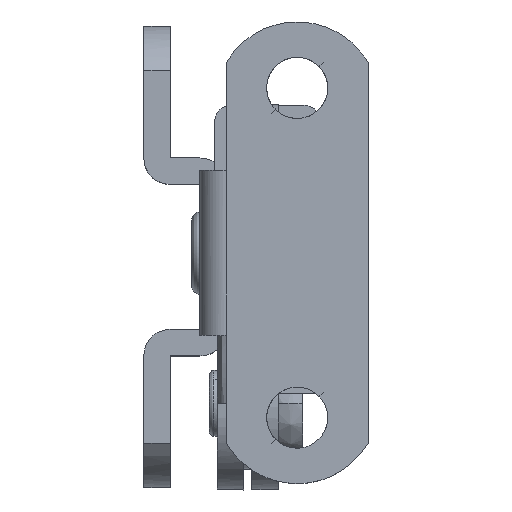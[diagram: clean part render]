
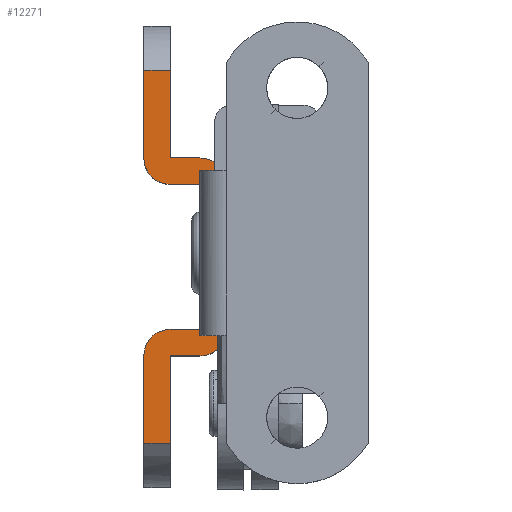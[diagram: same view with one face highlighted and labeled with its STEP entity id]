
A CAD part, top view. The second image highlights one B-rep face of the part: STEP entity #12271.
In plain terms, the highlighted free-form (B-spline) face has degree [1, 1] with [2, 2] control points.
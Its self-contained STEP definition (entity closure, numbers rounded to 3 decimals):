
#11252=CARTESIAN_POINT('',(-7.1,2.317,-62.));
#11253=VERTEX_POINT('',#11252);
#11254=CARTESIAN_POINT('',(-7.1,-3.,-62.));
#11255=VERTEX_POINT('',#11254);
#11256=CARTESIAN_POINT('',(-7.1,2.317,-62.));
#11257=CARTESIAN_POINT('',(-7.1,-3.,-62.));
#11258=QUASI_UNIFORM_CURVE('',1,(#11256,#11257),.UNSPECIFIED.,.F.,.U.);
#11259=EDGE_CURVE('',#11253,#11255,#11258,.T.);
#11520=CARTESIAN_POINT('',(-5.5,-4.6,-62.));
#11521=VERTEX_POINT('',#11520);
#11527=CARTESIAN_POINT('',(-5.5,-4.6,-62.));
#11528=CARTESIAN_POINT('',(-5.736,-4.6,-62.));
#11529=CARTESIAN_POINT('',(-6.18,-4.5,-62.));
#11530=CARTESIAN_POINT('',(-6.673,-4.134,-62.));
#11531=CARTESIAN_POINT('',(-7.012,-3.628,-62.));
#11532=CARTESIAN_POINT('',(-7.1,-3.236,-62.));
#11533=CARTESIAN_POINT('',(-7.1,-3.,-62.));
#11534=B_SPLINE_CURVE_WITH_KNOTS('',3,(#11527,#11528,#11529,#11530,#11531,#11532,#11533),.UNSPECIFIED.,.F.,.U.,(4,1,1,1,4),(0.,0.707,1.335,1.807,2.514),.UNSPECIFIED.);
#11535=EDGE_CURVE('',#11521,#11255,#11534,.T.);
#11555=CARTESIAN_POINT('',(-3.7,-3.,-62.));
#11556=VERTEX_POINT('',#11555);
#11557=CARTESIAN_POINT('',(-2.1,-4.6,-62.));
#11558=VERTEX_POINT('',#11557);
#11559=CARTESIAN_POINT('',(-3.7,-3.,-62.));
#11560=CARTESIAN_POINT('',(-3.491,-3.,-62.));
#11561=CARTESIAN_POINT('',(-3.046,-3.089,-62.));
#11562=CARTESIAN_POINT('',(-2.541,-3.444,-62.));
#11563=CARTESIAN_POINT('',(-2.188,-3.972,-62.));
#11564=CARTESIAN_POINT('',(-2.1,-4.364,-62.));
#11565=CARTESIAN_POINT('',(-2.1,-4.6,-62.));
#11566=B_SPLINE_CURVE_WITH_KNOTS('',3,(#11559,#11560,#11561,#11562,#11563,#11564,#11565),.UNSPECIFIED.,.F.,.U.,(4,1,1,1,4),(0.,0.628,1.335,1.807,2.514),.UNSPECIFIED.);
#11567=EDGE_CURVE('',#11556,#11558,#11566,.T.);
#11597=CARTESIAN_POINT('',(-7.1,-15.,-62.));
#11598=VERTEX_POINT('',#11597);
#11599=CARTESIAN_POINT('',(-5.5,-13.4,-62.));
#11600=VERTEX_POINT('',#11599);
#11601=CARTESIAN_POINT('',(-7.1,-15.,-62.));
#11602=CARTESIAN_POINT('',(-7.101,-14.712,-62.));
#11603=CARTESIAN_POINT('',(-6.962,-14.215,-62.));
#11604=CARTESIAN_POINT('',(-6.532,-13.741,-62.));
#11605=CARTESIAN_POINT('',(-6.05,-13.468,-62.));
#11606=CARTESIAN_POINT('',(-5.709,-13.4,-62.));
#11607=CARTESIAN_POINT('',(-5.5,-13.4,-62.));
#11608=B_SPLINE_CURVE_WITH_KNOTS('',3,(#11601,#11602,#11603,#11604,#11605,#11606,#11607),.UNSPECIFIED.,.F.,.U.,(4,1,1,1,4),(0.,0.864,1.492,1.885,2.514),.UNSPECIFIED.);
#11609=EDGE_CURVE('',#11598,#11600,#11608,.T.);
#11652=CARTESIAN_POINT('',(-2.1,-13.4,-62.));
#11653=VERTEX_POINT('',#11652);
#11654=CARTESIAN_POINT('',(-3.7,-15.,-62.));
#11655=VERTEX_POINT('',#11654);
#11656=CARTESIAN_POINT('',(-2.1,-13.4,-62.));
#11657=CARTESIAN_POINT('',(-2.1,-13.609,-62.));
#11658=CARTESIAN_POINT('',(-2.189,-14.054,-62.));
#11659=CARTESIAN_POINT('',(-2.559,-14.581,-62.));
#11660=CARTESIAN_POINT('',(-3.098,-14.922,-62.));
#11661=CARTESIAN_POINT('',(-3.491,-15.,-62.));
#11662=CARTESIAN_POINT('',(-3.7,-15.,-62.));
#11663=B_SPLINE_CURVE_WITH_KNOTS('',3,(#11656,#11657,#11658,#11659,#11660,#11661,#11662),.UNSPECIFIED.,.F.,.U.,(4,1,1,1,4),(0.,0.628,1.335,1.885,2.514),.UNSPECIFIED.);
#11664=EDGE_CURVE('',#11653,#11655,#11663,.T.);
#11929=CARTESIAN_POINT('',(-3.7,-13.4,-62.));
#11930=VERTEX_POINT('',#11929);
#11931=CARTESIAN_POINT('',(-3.7,-13.4,-62.));
#11932=CARTESIAN_POINT('',(-5.5,-13.4,-62.));
#11933=QUASI_UNIFORM_CURVE('',1,(#11931,#11932),.UNSPECIFIED.,.F.,.U.);
#11934=EDGE_CURVE('',#11930,#11600,#11933,.T.);
#11957=CARTESIAN_POINT('',(-3.7,-4.6,-62.));
#11958=VERTEX_POINT('',#11957);
#11959=CARTESIAN_POINT('',(-3.7,-4.6,-62.));
#11960=CARTESIAN_POINT('',(-3.7,-13.4,-62.));
#11961=QUASI_UNIFORM_CURVE('',1,(#11959,#11960),.UNSPECIFIED.,.F.,.U.);
#11962=EDGE_CURVE('',#11958,#11930,#11961,.T.);
#11997=CARTESIAN_POINT('',(-5.5,-4.6,-62.));
#11998=CARTESIAN_POINT('',(-3.7,-4.6,-62.));
#11999=QUASI_UNIFORM_CURVE('',1,(#11997,#11998),.UNSPECIFIED.,.F.,.U.);
#12000=EDGE_CURVE('',#11521,#11958,#11999,.T.);
#12011=CARTESIAN_POINT('',(-5.5,2.317,-62.));
#12012=VERTEX_POINT('',#12011);
#12027=CARTESIAN_POINT('',(-5.5,-3.,-62.));
#12028=VERTEX_POINT('',#12027);
#12029=CARTESIAN_POINT('',(-5.5,-3.,-62.));
#12030=CARTESIAN_POINT('',(-5.5,2.317,-62.));
#12031=QUASI_UNIFORM_CURVE('',1,(#12029,#12030),.UNSPECIFIED.,.F.,.U.);
#12032=EDGE_CURVE('',#12028,#12012,#12031,.T.);
#12058=CARTESIAN_POINT('',(-3.7,-3.,-62.));
#12059=CARTESIAN_POINT('',(-5.5,-3.,-62.));
#12060=QUASI_UNIFORM_CURVE('',1,(#12058,#12059),.UNSPECIFIED.,.F.,.U.);
#12061=EDGE_CURVE('',#11556,#12028,#12060,.T.);
#12072=CARTESIAN_POINT('',(-5.5,-15.,-62.));
#12073=VERTEX_POINT('',#12072);
#12074=CARTESIAN_POINT('',(-5.5,-20.317,-62.));
#12075=VERTEX_POINT('',#12074);
#12076=CARTESIAN_POINT('',(-5.5,-15.,-62.));
#12077=CARTESIAN_POINT('',(-5.5,-20.317,-62.));
#12078=QUASI_UNIFORM_CURVE('',1,(#12076,#12077),.UNSPECIFIED.,.F.,.U.);
#12079=EDGE_CURVE('',#12073,#12075,#12078,.T.);
#12125=CARTESIAN_POINT('',(-3.7,-15.,-62.));
#12126=CARTESIAN_POINT('',(-5.5,-15.,-62.));
#12127=QUASI_UNIFORM_CURVE('',1,(#12125,#12126),.UNSPECIFIED.,.F.,.U.);
#12128=EDGE_CURVE('',#11655,#12073,#12127,.T.);
#12152=CARTESIAN_POINT('',(-7.1,-20.317,-62.));
#12153=VERTEX_POINT('',#12152);
#12168=CARTESIAN_POINT('',(-7.1,-15.,-62.));
#12169=CARTESIAN_POINT('',(-7.1,-20.317,-62.));
#12170=QUASI_UNIFORM_CURVE('',1,(#12168,#12169),.UNSPECIFIED.,.F.,.U.);
#12171=EDGE_CURVE('',#11598,#12153,#12170,.T.);
#12202=CARTESIAN_POINT('',(-5.5,2.317,-62.));
#12203=CARTESIAN_POINT('',(-7.1,2.317,-62.));
#12204=QUASI_UNIFORM_CURVE('',1,(#12202,#12203),.UNSPECIFIED.,.F.,.U.);
#12205=EDGE_CURVE('',#12012,#11253,#12204,.T.);
#12227=CARTESIAN_POINT('',(-2.1,-4.6,-62.));
#12228=CARTESIAN_POINT('',(-2.1,-13.4,-62.));
#12229=QUASI_UNIFORM_CURVE('',1,(#12227,#12228),.UNSPECIFIED.,.F.,.U.);
#12230=EDGE_CURVE('',#11558,#11653,#12229,.T.);
#12244=CARTESIAN_POINT('',(-1.85,-21.447,-62.));
#12245=CARTESIAN_POINT('',(-1.85,3.447,-62.));
#12246=CARTESIAN_POINT('',(-7.35,-21.447,-62.));
#12247=CARTESIAN_POINT('',(-7.35,3.447,-62.));
#12248=B_SPLINE_SURFACE_WITH_KNOTS('',1,1,((#12244,#12246),(#12245,#12247)),.UNSPECIFIED.,.F.,.F.,.U.,(2,2),(2,2),(0.0,24.894),(0.0,5.5),.UNSPECIFIED.);
#12249=ORIENTED_EDGE('',*,*,#12230,.F.);
#12250=ORIENTED_EDGE('',*,*,#11567,.F.);
#12251=ORIENTED_EDGE('',*,*,#12061,.T.);
#12252=ORIENTED_EDGE('',*,*,#12032,.T.);
#12253=ORIENTED_EDGE('',*,*,#12205,.T.);
#12254=ORIENTED_EDGE('',*,*,#11259,.T.);
#12255=ORIENTED_EDGE('',*,*,#11535,.F.);
#12256=ORIENTED_EDGE('',*,*,#12000,.T.);
#12257=ORIENTED_EDGE('',*,*,#11962,.T.);
#12258=ORIENTED_EDGE('',*,*,#11934,.T.);
#12259=ORIENTED_EDGE('',*,*,#11609,.F.);
#12260=ORIENTED_EDGE('',*,*,#12171,.T.);
#12261=CARTESIAN_POINT('',(-5.5,-20.317,-62.));
#12262=CARTESIAN_POINT('',(-7.1,-20.317,-62.));
#12263=QUASI_UNIFORM_CURVE('',1,(#12261,#12262),.UNSPECIFIED.,.F.,.U.);
#12264=EDGE_CURVE('',#12075,#12153,#12263,.T.);
#12265=ORIENTED_EDGE('',*,*,#12264,.F.);
#12266=ORIENTED_EDGE('',*,*,#12079,.F.);
#12267=ORIENTED_EDGE('',*,*,#12128,.F.);
#12268=ORIENTED_EDGE('',*,*,#11664,.F.);
#12269=EDGE_LOOP('',(#12249,#12250,#12251,#12252,#12253,#12254,#12255,#12256,#12257,#12258,#12259,#12260,#12265,#12266,#12267,#12268));
#12270=FACE_OUTER_BOUND('',#12269,.T.);
#12271=ADVANCED_FACE('',(#12270),#12248,.T.);
